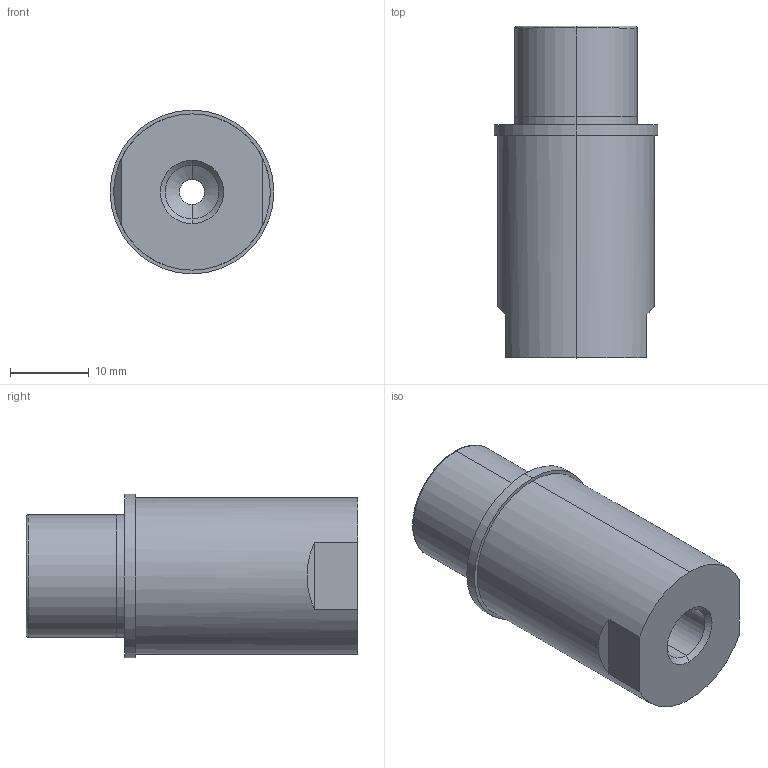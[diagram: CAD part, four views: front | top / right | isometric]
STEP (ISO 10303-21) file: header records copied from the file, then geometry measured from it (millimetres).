
FILE_DESCRIPTION (( 'STEP AP214' ), '1' );
FILE_NAME ('12.7mm_Skt_M8_Thd_9303-07922-01104.STEP', '2018-10-01T18:19:26', ( 'Admin' ), ( 'Microsoft' ), 'SwSTEP 2.0', 'SolidWorks 2017', '' );
FILE_SCHEMA (( 'AUTOMOTIVE_DESIGN' ));
Length unit declared in the file: millimetre
Products named in the file (1): 12.7mm_Skt_M8_Thd_9303-07922-01104
Bounding box: 20.76 x 42.07 x 20.76 mm (x, y, z)
Volume: 9306.5 mm3; surface area: 4006.9 mm2
Topology: 1 solids, 1 shells, 41 faces, 86 edges, 50 vertices
Faces by surface type: cylinder 18, cone 10, plane 9, torus 4
Entity records: 1581 total; most frequent: DIRECTION 216, CARTESIAN_POINT 184, ORIENTED_EDGE 172, AXIS2_PLACEMENT_3D 90, EDGE_CURVE 86, VERTEX_POINT 50, CIRCLE 48, EDGE_LOOP 46
